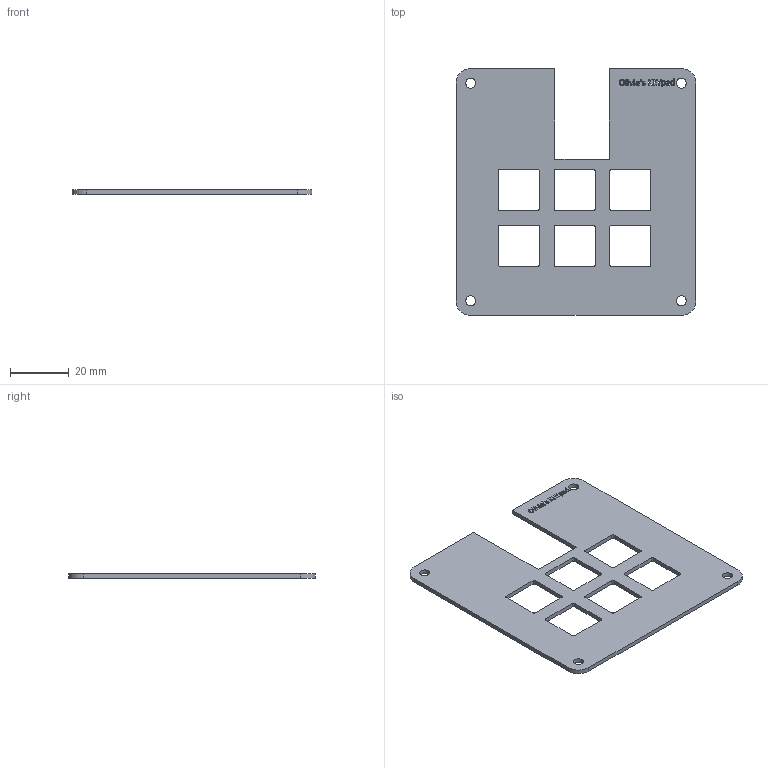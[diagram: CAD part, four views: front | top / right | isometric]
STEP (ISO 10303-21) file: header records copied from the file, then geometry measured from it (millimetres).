
FILE_DESCRIPTION(/* description */ (''),/* implementation_level */ '2;1');
FILE_NAME(/* name */ 'Olivia''s KEYpad Top Case.step',/* time_stamp */ '2025-07-10T15:25:28-04:00',/* author */ (''),/* organization */ (''),/* preprocessor_version */ 'ST-DEVELOPER v20.1',/* originating_system */ 'Autodesk Translation Framework v14.10.0.0',/* authorisation */ '');
FILE_SCHEMA (('AUTOMOTIVE_DESIGN { 1 0 10303 214 3 1 1 }'));
Length unit declared in the file: millimetre
Products named in the file (1): 2025-07-02-00-40-00-465
Bounding box: 81.91 x 84.29 x 1.5 mm (x, y, z)
Volume: 7630.7 mm3; surface area: 11465.1 mm2
Topology: 6 solids, 6 shells, 609 faces, 1791 edges, 1194 vertices
Faces by surface type: bspline 476, plane 101, cylinder 32
Full cylindrical faces by diameter (mm): 3.4 x4
Entity records: 24900 total; most frequent: CARTESIAN_POINT 11806, ORIENTED_EDGE 3582, EDGE_CURVE 1791, VERTEX_POINT 1194, DIRECTION 1171, B_SPLINE_CURVE_WITH_KNOTS 952, LINE 775, VECTOR 775
